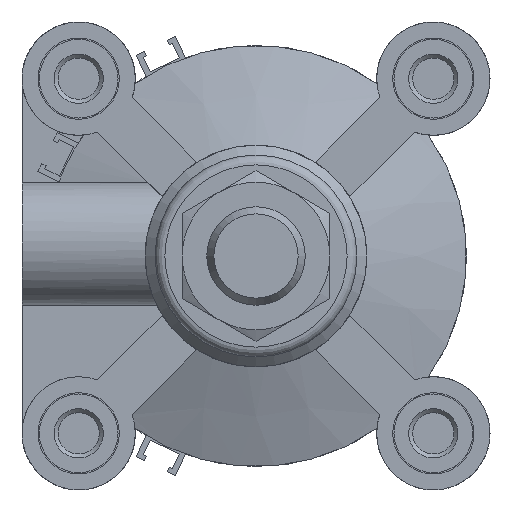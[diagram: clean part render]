
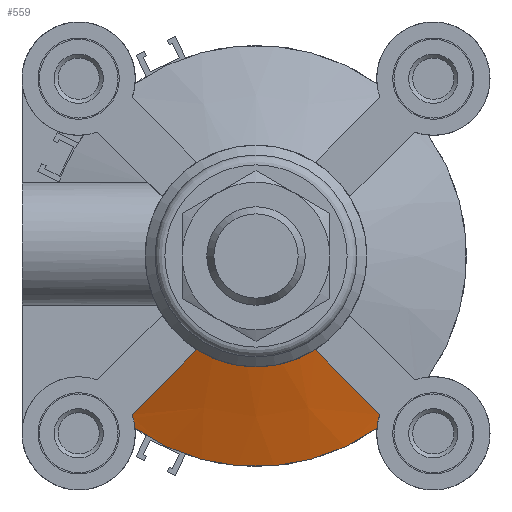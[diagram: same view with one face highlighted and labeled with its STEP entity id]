
A CAD part, left-side view. The second image highlights one B-rep face of the part: STEP entity #559.
In plain terms, the highlighted conical face has half-angle 70 degrees and reference radius 42.75 mm.
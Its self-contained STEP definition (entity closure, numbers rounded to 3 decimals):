
#559 = ADVANCED_FACE( '', ( #1260 ), #1261, .T. );
#1260 = FACE_OUTER_BOUND( '', #2192, .T. );
#1261 = CONICAL_SURFACE( '', #2193, 42.75, 1.222 );
#2192 = EDGE_LOOP( '', ( #3522, #3523, #3524, #3525, #3526, #3527 ) );
#2193 = AXIS2_PLACEMENT_3D( '', #3528, #3529, #3530 );
#3522 = ORIENTED_EDGE( '', *, *, #5418, .F. );
#3523 = ORIENTED_EDGE( '', *, *, #5481, .F. );
#3524 = ORIENTED_EDGE( '', *, *, #5482, .F. );
#3525 = ORIENTED_EDGE( '', *, *, #5483, .F. );
#3526 = ORIENTED_EDGE( '', *, *, #5484, .T. );
#3527 = ORIENTED_EDGE( '', *, *, #5485, .F. );
#3528 = CARTESIAN_POINT( '', ( 16., 0., 0. ) );
#3529 = DIRECTION( '', ( -1., 0., 0. ) );
#3530 = DIRECTION( '', ( 0., 0., 1. ) );
#5418 = EDGE_CURVE( '', #6506, #6508, #6509, .T. );
#5481 = EDGE_CURVE( '', #6604, #6506, #6605, .T. );
#5482 = EDGE_CURVE( '', #6606, #6604, #6607, .T. );
#5483 = EDGE_CURVE( '', #6608, #6606, #6609, .T. );
#5484 = EDGE_CURVE( '', #6608, #6610, #6611, .T. );
#5485 = EDGE_CURVE( '', #6508, #6610, #6612, .T. );
#6506 = VERTEX_POINT( '', #8118 );
#6508 = VERTEX_POINT( '', #8121 );
#6509 = B_SPLINE_CURVE_WITH_KNOTS( '', 3, ( #8122, #8123, #8124, #8125, #8126, #8127 ), .UNSPECIFIED., .F., .F., ( 4, 2, 4 ), ( 0.049, 0.059, 0.069 ), .UNSPECIFIED. );
#6604 = VERTEX_POINT( '', #8248 );
#6605 = CIRCLE( '', #8249, 22.5 );
#6606 = VERTEX_POINT( '', #8250 );
#6607 = B_SPLINE_CURVE_WITH_KNOTS( '', 3, ( #8251, #8252, #8253, #8254, #8255, #8256 ), .UNSPECIFIED., .F., .F., ( 4, 2, 4 ), ( 0.033, 0.043, 0.053 ), .UNSPECIFIED. );
#6608 = VERTEX_POINT( '', #8257 );
#6609 = B_SPLINE_CURVE_WITH_KNOTS( '', 3, ( #8258, #8259, #8260, #8261 ), .UNSPECIFIED., .F., .F., ( 4, 4 ), ( 0., 0.003 ), .UNSPECIFIED. );
#6610 = VERTEX_POINT( '', #8262 );
#6611 = CIRCLE( '', #8263, 42.75 );
#6612 = B_SPLINE_CURVE_WITH_KNOTS( '', 3, ( #8264, #8265, #8266, #8267, #8268, #8269 ), .UNSPECIFIED., .F., .F., ( 4, 2, 4 ), ( 0.013, 0.015, 0.016 ), .UNSPECIFIED. );
#8118 = CARTESIAN_POINT( '', ( 23.37, -11.977, 19.048 ) );
#8121 = CARTESIAN_POINT( '', ( 16.687, -25.142, 32.213 ) );
#8122 = CARTESIAN_POINT( '', ( 23.37, -11.977, 19.048 ) );
#8123 = CARTESIAN_POINT( '', ( 22.268, -14.173, 21.244 ) );
#8124 = CARTESIAN_POINT( '', ( 21.156, -16.368, 23.439 ) );
#8125 = CARTESIAN_POINT( '', ( 18.926, -20.756, 27.827 ) );
#8126 = CARTESIAN_POINT( '', ( 17.807, -22.949, 30.02 ) );
#8127 = CARTESIAN_POINT( '', ( 16.687, -25.142, 32.213 ) );
#8248 = CARTESIAN_POINT( '', ( 23.37, 11.977, 19.048 ) );
#8249 = AXIS2_PLACEMENT_3D( '', #9668, #9669, #9670 );
#8250 = CARTESIAN_POINT( '', ( 16.687, 25.142, 32.213 ) );
#8251 = CARTESIAN_POINT( '', ( 16.687, 25.142, 32.213 ) );
#8252 = CARTESIAN_POINT( '', ( 17.807, 22.949, 30.02 ) );
#8253 = CARTESIAN_POINT( '', ( 18.926, 20.756, 27.827 ) );
#8254 = CARTESIAN_POINT( '', ( 21.156, 16.368, 23.439 ) );
#8255 = CARTESIAN_POINT( '', ( 22.268, 14.173, 21.244 ) );
#8256 = CARTESIAN_POINT( '', ( 23.37, 11.977, 19.048 ) );
#8257 = CARTESIAN_POINT( '', ( 16., 24.543, 35.003 ) );
#8258 = CARTESIAN_POINT( '', ( 16., 24.543, 35.003 ) );
#8259 = CARTESIAN_POINT( '', ( 16.266, 24.626, 34.052 ) );
#8260 = CARTESIAN_POINT( '', ( 16.497, 24.824, 33.122 ) );
#8261 = CARTESIAN_POINT( '', ( 16.687, 25.142, 32.213 ) );
#8262 = CARTESIAN_POINT( '', ( 16., -24.543, 35.003 ) );
#8263 = AXIS2_PLACEMENT_3D( '', #9671, #9672, #9673 );
#8264 = CARTESIAN_POINT( '', ( 16.687, -25.142, 32.213 ) );
#8265 = CARTESIAN_POINT( '', ( 16.593, -24.984, 32.664 ) );
#8266 = CARTESIAN_POINT( '', ( 16.487, -24.855, 33.124 ) );
#8267 = CARTESIAN_POINT( '', ( 16.256, -24.655, 34.06 ) );
#8268 = CARTESIAN_POINT( '', ( 16.132, -24.584, 34.53 ) );
#8269 = CARTESIAN_POINT( '', ( 16., -24.543, 35.003 ) );
#9668 = CARTESIAN_POINT( '', ( 23.37, 0., 0. ) );
#9669 = DIRECTION( '', ( 1., 0., 0. ) );
#9670 = DIRECTION( '', ( 0., 0., -1. ) );
#9671 = CARTESIAN_POINT( '', ( 16., 0., 0. ) );
#9672 = DIRECTION( '', ( 1., 0., 0. ) );
#9673 = DIRECTION( '', ( 0., 0., -1. ) );
